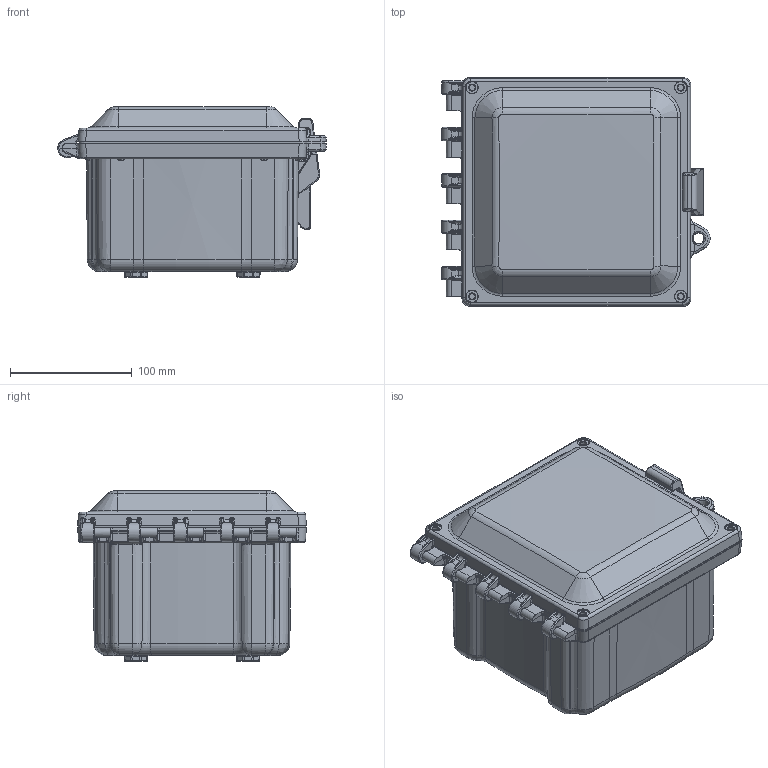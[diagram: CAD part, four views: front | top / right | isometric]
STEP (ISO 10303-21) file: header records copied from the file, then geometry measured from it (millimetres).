
FILE_DESCRIPTION(/* description */ (''),/* implementation_level */ '2;1');
FILE_NAME(/* name */ 'HW-PCC60604CHQR.stp',/* time_stamp */ '2014-04-08T11:58:27-05:00',/* author */ ('jtigges'),/* organization */ (''),/* preprocessor_version */ 'ST-DEVELOPER v15.2',/* originating_system */ 'Autodesk Inventor 2014',/* authorisation */ '');
FILE_SCHEMA (('AUTOMOTIVE_DESIGN { 1 0 10303 214 3 1 1 }'));
Length unit declared in the file: inch
Products named in the file (8): PC606_BASE; PC606CC_CVR; PC606_G; WP606CU; latch_top; latch_bottom; PCLATCH; PC606CC_STP
Bounding box: 220.38 x 188.09 x 140.26 mm (x, y, z)
Volume: 717674.5 mm3; surface area: 375618.1 mm2
Topology: 5 solids, 5 shells, 2667 faces, 6220 edges, 3597 vertices
Faces by surface type: cylinder 819, bspline 814, plane 531, torus 280, cone 201, sphere 22
Full cylindrical faces by diameter (mm): 4.953 x4, 5.08 x2, 6.35 x4, 6.604 x8, 7.938 x9, 8.191 x4, 8.319 x5, 9.525 x1, 9.906 x4, 11.43 x1
Entity records: 123305 total; most frequent: CARTESIAN_POINT 67470, ORIENTED_EDGE 12122, DIRECTION 11119, EDGE_CURVE 6061, AXIS2_PLACEMENT_3D 4553, VERTEX_POINT 3560, EDGE_LOOP 2843, FACE_OUTER_BOUND 2662
